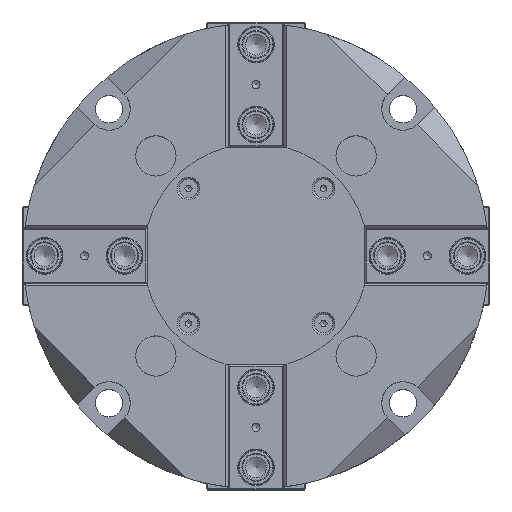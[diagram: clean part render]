
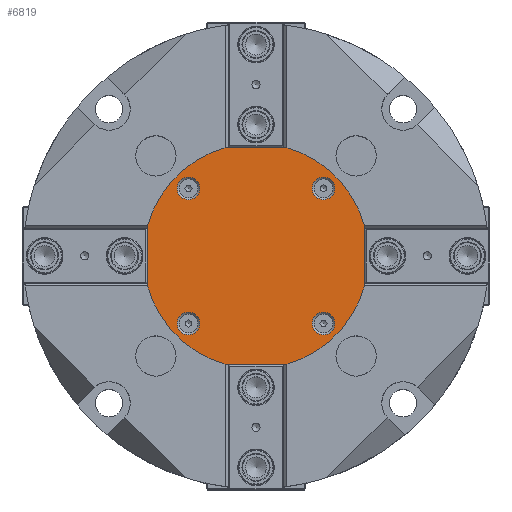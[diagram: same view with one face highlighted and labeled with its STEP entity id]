
A CAD part, top view. The second image highlights one B-rep face of the part: STEP entity #6819.
In plain terms, the highlighted planar face has unit normal (0, 0, 1).
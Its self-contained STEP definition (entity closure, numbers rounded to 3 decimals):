
#313=FACE_BOUND('',#1325,.T.);
#314=FACE_BOUND('',#1326,.T.);
#315=FACE_BOUND('',#1327,.T.);
#316=FACE_BOUND('',#1328,.T.);
#475=PLANE('',#7621);
#918=FACE_OUTER_BOUND('',#1324,.T.);
#1324=EDGE_LOOP('',(#6058,#6059,#6060,#6061,#6062,#6063,#6064,#6065));
#1325=EDGE_LOOP('',(#6066,#6067));
#1326=EDGE_LOOP('',(#6068,#6069));
#1327=EDGE_LOOP('',(#6070,#6071));
#1328=EDGE_LOOP('',(#6072,#6073));
#1817=LINE('',#12404,#2351);
#1821=LINE('',#12416,#2355);
#1825=LINE('',#12428,#2359);
#1829=LINE('',#12438,#2363);
#2351=VECTOR('',#9347,10.);
#2355=VECTOR('',#9359,10.);
#2359=VECTOR('',#9371,10.);
#2363=VECTOR('',#9383,10.);
#2727=CIRCLE('',#7529,4.5);
#2728=CIRCLE('',#7530,4.5);
#2732=CIRCLE('',#7536,4.5);
#2733=CIRCLE('',#7537,4.5);
#2737=CIRCLE('',#7543,4.5);
#2738=CIRCLE('',#7544,4.5);
#2742=CIRCLE('',#7550,4.5);
#2743=CIRCLE('',#7551,4.5);
#2772=CIRCLE('',#7607,45.);
#2774=CIRCLE('',#7611,45.);
#2776=CIRCLE('',#7615,45.);
#2778=CIRCLE('',#7619,45.);
#3300=VERTEX_POINT('',#12191);
#3301=VERTEX_POINT('',#12192);
#3305=VERTEX_POINT('',#12205);
#3306=VERTEX_POINT('',#12206);
#3310=VERTEX_POINT('',#12219);
#3311=VERTEX_POINT('',#12220);
#3315=VERTEX_POINT('',#12233);
#3316=VERTEX_POINT('',#12234);
#3370=VERTEX_POINT('',#12395);
#3371=VERTEX_POINT('',#12397);
#3373=VERTEX_POINT('',#12403);
#3375=VERTEX_POINT('',#12409);
#3377=VERTEX_POINT('',#12415);
#3379=VERTEX_POINT('',#12421);
#3381=VERTEX_POINT('',#12427);
#3383=VERTEX_POINT('',#12433);
#4188=EDGE_CURVE('',#3300,#3301,#2727,.T.);
#4189=EDGE_CURVE('',#3301,#3300,#2728,.T.);
#4195=EDGE_CURVE('',#3305,#3306,#2732,.T.);
#4196=EDGE_CURVE('',#3306,#3305,#2733,.T.);
#4202=EDGE_CURVE('',#3310,#3311,#2737,.T.);
#4203=EDGE_CURVE('',#3311,#3310,#2738,.T.);
#4209=EDGE_CURVE('',#3315,#3316,#2742,.T.);
#4210=EDGE_CURVE('',#3316,#3315,#2743,.T.);
#4290=EDGE_CURVE('',#3371,#3370,#2772,.T.);
#4293=EDGE_CURVE('',#3373,#3371,#1817,.T.);
#4296=EDGE_CURVE('',#3375,#3373,#2774,.T.);
#4299=EDGE_CURVE('',#3377,#3375,#1821,.T.);
#4302=EDGE_CURVE('',#3379,#3377,#2776,.T.);
#4305=EDGE_CURVE('',#3381,#3379,#1825,.T.);
#4308=EDGE_CURVE('',#3383,#3381,#2778,.T.);
#4311=EDGE_CURVE('',#3370,#3383,#1829,.T.);
#6058=ORIENTED_EDGE('',*,*,#4311,.T.);
#6059=ORIENTED_EDGE('',*,*,#4308,.T.);
#6060=ORIENTED_EDGE('',*,*,#4305,.T.);
#6061=ORIENTED_EDGE('',*,*,#4302,.T.);
#6062=ORIENTED_EDGE('',*,*,#4299,.T.);
#6063=ORIENTED_EDGE('',*,*,#4296,.T.);
#6064=ORIENTED_EDGE('',*,*,#4293,.T.);
#6065=ORIENTED_EDGE('',*,*,#4290,.T.);
#6066=ORIENTED_EDGE('',*,*,#4188,.T.);
#6067=ORIENTED_EDGE('',*,*,#4189,.T.);
#6068=ORIENTED_EDGE('',*,*,#4195,.T.);
#6069=ORIENTED_EDGE('',*,*,#4196,.T.);
#6070=ORIENTED_EDGE('',*,*,#4202,.T.);
#6071=ORIENTED_EDGE('',*,*,#4203,.T.);
#6072=ORIENTED_EDGE('',*,*,#4209,.T.);
#6073=ORIENTED_EDGE('',*,*,#4210,.T.);
#6819=ADVANCED_FACE('',(#918,#313,#314,#315,#316),#475,.T.);
#7529=AXIS2_PLACEMENT_3D('',#12193,#9128,#9129);
#7530=AXIS2_PLACEMENT_3D('',#12194,#9130,#9131);
#7536=AXIS2_PLACEMENT_3D('',#12207,#9144,#9145);
#7537=AXIS2_PLACEMENT_3D('',#12208,#9146,#9147);
#7543=AXIS2_PLACEMENT_3D('',#12221,#9160,#9161);
#7544=AXIS2_PLACEMENT_3D('',#12222,#9162,#9163);
#7550=AXIS2_PLACEMENT_3D('',#12235,#9176,#9177);
#7551=AXIS2_PLACEMENT_3D('',#12236,#9178,#9179);
#7607=AXIS2_PLACEMENT_3D('',#12398,#9341,#9342);
#7611=AXIS2_PLACEMENT_3D('',#12410,#9353,#9354);
#7615=AXIS2_PLACEMENT_3D('',#12422,#9365,#9366);
#7619=AXIS2_PLACEMENT_3D('',#12434,#9377,#9378);
#7621=AXIS2_PLACEMENT_3D('',#12439,#9384,#9385);
#9128=DIRECTION('center_axis',(0.,0.,-1.));
#9129=DIRECTION('ref_axis',(1.,0.,0.));
#9130=DIRECTION('center_axis',(0.,0.,-1.));
#9131=DIRECTION('ref_axis',(1.,0.,0.));
#9144=DIRECTION('center_axis',(0.,0.,-1.));
#9145=DIRECTION('ref_axis',(1.,0.,0.));
#9146=DIRECTION('center_axis',(0.,0.,-1.));
#9147=DIRECTION('ref_axis',(1.,0.,0.));
#9160=DIRECTION('center_axis',(0.,0.,-1.));
#9161=DIRECTION('ref_axis',(1.,0.,0.));
#9162=DIRECTION('center_axis',(0.,0.,-1.));
#9163=DIRECTION('ref_axis',(1.,0.,0.));
#9176=DIRECTION('center_axis',(0.,0.,-1.));
#9177=DIRECTION('ref_axis',(1.,0.,0.));
#9178=DIRECTION('center_axis',(0.,0.,-1.));
#9179=DIRECTION('ref_axis',(1.,0.,0.));
#9341=DIRECTION('center_axis',(0.,0.,1.));
#9342=DIRECTION('ref_axis',(-0.256,0.967,0.));
#9347=DIRECTION('',(-1.,0.,0.));
#9353=DIRECTION('center_axis',(0.,0.,1.));
#9354=DIRECTION('ref_axis',(0.967,0.256,0.));
#9359=DIRECTION('',(0.,1.,0.));
#9365=DIRECTION('center_axis',(0.,0.,1.));
#9366=DIRECTION('ref_axis',(0.256,-0.967,0.));
#9371=DIRECTION('',(1.,0.,0.));
#9377=DIRECTION('center_axis',(0.,0.,1.));
#9378=DIRECTION('ref_axis',(-0.967,-0.256,0.));
#9383=DIRECTION('',(0.,-1.,0.));
#9384=DIRECTION('center_axis',(0.,0.,1.));
#9385=DIRECTION('ref_axis',(1.,0.,0.));
#12191=CARTESIAN_POINT('',(31.5,-27.,3.));
#12192=CARTESIAN_POINT('',(22.5,-27.,3.));
#12193=CARTESIAN_POINT('Origin',(27.,-27.,3.));
#12194=CARTESIAN_POINT('Origin',(27.,-27.,3.));
#12205=CARTESIAN_POINT('',(-22.5,27.,3.));
#12206=CARTESIAN_POINT('',(-31.5,27.,3.));
#12207=CARTESIAN_POINT('Origin',(-27.,27.,3.));
#12208=CARTESIAN_POINT('Origin',(-27.,27.,3.));
#12219=CARTESIAN_POINT('',(31.5,27.,3.));
#12220=CARTESIAN_POINT('',(22.5,27.,3.));
#12221=CARTESIAN_POINT('Origin',(27.,27.,3.));
#12222=CARTESIAN_POINT('Origin',(27.,27.,3.));
#12233=CARTESIAN_POINT('',(-22.5,-27.,3.));
#12234=CARTESIAN_POINT('',(-31.5,-27.,3.));
#12235=CARTESIAN_POINT('Origin',(-27.,-27.,3.));
#12236=CARTESIAN_POINT('Origin',(-27.,-27.,3.));
#12395=CARTESIAN_POINT('',(-43.5,11.522,3.));
#12397=CARTESIAN_POINT('',(-11.522,43.5,3.));
#12398=CARTESIAN_POINT('Origin',(0.,0.,3.));
#12403=CARTESIAN_POINT('',(11.522,43.5,3.));
#12404=CARTESIAN_POINT('',(11.522,43.5,3.));
#12409=CARTESIAN_POINT('',(43.5,11.522,3.));
#12410=CARTESIAN_POINT('Origin',(0.,0.,3.));
#12415=CARTESIAN_POINT('',(43.5,-11.522,3.));
#12416=CARTESIAN_POINT('',(43.5,-11.522,3.));
#12421=CARTESIAN_POINT('',(11.522,-43.5,3.));
#12422=CARTESIAN_POINT('Origin',(0.,0.,3.));
#12427=CARTESIAN_POINT('',(-11.522,-43.5,3.));
#12428=CARTESIAN_POINT('',(-11.522,-43.5,3.));
#12433=CARTESIAN_POINT('',(-43.5,-11.522,3.));
#12434=CARTESIAN_POINT('Origin',(0.,0.,3.));
#12438=CARTESIAN_POINT('',(-43.5,11.522,3.));
#12439=CARTESIAN_POINT('Origin',(0.,0.,3.));
